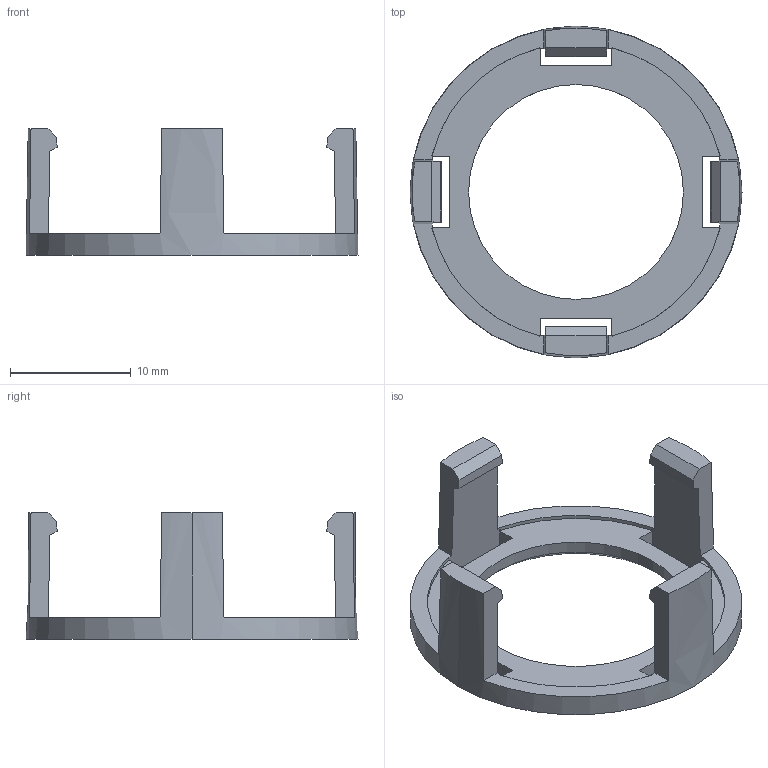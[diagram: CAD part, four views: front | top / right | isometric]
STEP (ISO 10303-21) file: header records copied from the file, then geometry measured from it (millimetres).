
FILE_DESCRIPTION((''),'2;1');
FILE_NAME('71920_072_313','2017-02-16T',('Burkhard Guenter'),('Auer Lighting GmbH'),'PRO/ENGINEER BY PARAMETRIC TECHNOLOGY CORPORATION, 2010330','PRO/ENGINEER BY PARAMETRIC TECHNOLOGY CORPORATION, 2010330','');
FILE_SCHEMA(('CONFIG_CONTROL_DESIGN'));
Length unit declared in the file: millimetre
Products named in the file (1): 71920_072_313
Bounding box: 27.5 x 27.5 x 10.5 mm (x, y, z)
Volume: 818.2 mm3; surface area: 1434.5 mm2
Topology: 1 solids, 1 shells, 64 faces, 196 edges, 130 vertices
Faces by surface type: plane 54, cone 10
Entity records: 2861 total; most frequent: CARTESIAN_POINT 445, ORIENTED_EDGE 392, DIRECTION 334, PRESENTATION_STYLE_ASSIGNMENT 197, STYLED_ITEM 197, CURVE_STYLE 196, EDGE_CURVE 196, VECTOR 154
